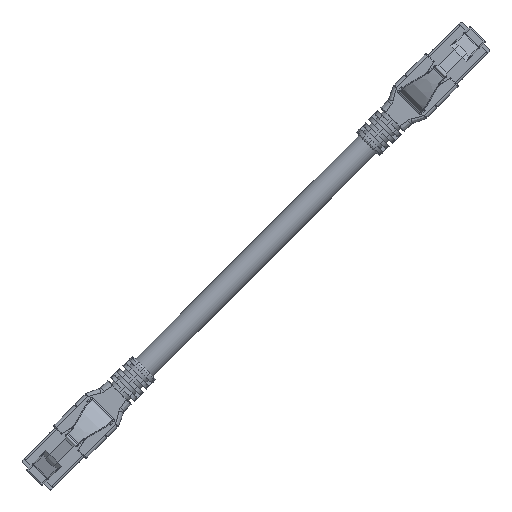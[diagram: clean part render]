
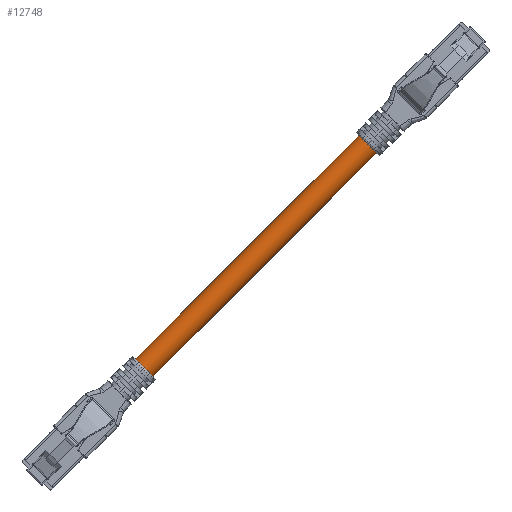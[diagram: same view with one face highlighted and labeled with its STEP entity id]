
A CAD part, front view. The second image highlights one B-rep face of the part: STEP entity #12748.
In plain terms, the highlighted cylindrical face has radius 3.5 mm (diameter 7 mm), a partial arc.
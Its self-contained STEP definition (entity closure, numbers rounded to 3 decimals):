
#1=DIRECTION('',(-0.707,0.,-0.707));
#2=VECTOR('',#1,90.);
#3=CARTESIAN_POINT('',(75.802,-13.1,80.752));
#4=LINE('',#3,#2);
#5=DIRECTION('',(0.707,0.,0.707));
#6=VECTOR('',#5,90.);
#7=CARTESIAN_POINT('',(17.112,-13.1,12.162));
#8=LINE('',#7,#6);
#73=CARTESIAN_POINT('',(14.637,-13.1,14.637));
#74=DIRECTION('',(0.707,0.,0.707));
#75=DIRECTION('',(-0.707,0.,0.707));
#76=AXIS2_PLACEMENT_3D('',#73,#74,#75);
#5326=CARTESIAN_POINT('',(78.277,-13.1,78.277));
#5327=DIRECTION('',(-0.707,0.,-0.707));
#5328=DIRECTION('',(0.707,0.,-0.707));
#5329=AXIS2_PLACEMENT_3D('',#5326,#5327,#5328);
#10515=CARTESIAN_POINT('',(80.752,-13.1,75.802));
#10516=CARTESIAN_POINT('',(75.802,-13.1,80.752));
#10517=VERTEX_POINT('',#10515);
#10518=VERTEX_POINT('',#10516);
#11624=CARTESIAN_POINT('',(12.162,-13.1,17.112));
#11625=CARTESIAN_POINT('',(17.112,-13.1,12.162));
#11626=VERTEX_POINT('',#11624);
#11627=VERTEX_POINT('',#11625);
#12733=CARTESIAN_POINT('',(19.445,-13.1,19.445));
#12734=DIRECTION('',(0.707,0.,0.707));
#12735=DIRECTION('',(-0.707,0.,0.707));
#12736=AXIS2_PLACEMENT_3D('',#12733,#12734,#12735);
#12737=CYLINDRICAL_SURFACE('',#12736,3.5);
#12739=ORIENTED_EDGE('',*,*,#12738,.F.);
#12741=ORIENTED_EDGE('',*,*,#12740,.F.);
#12743=ORIENTED_EDGE('',*,*,#12742,.F.);
#12745=ORIENTED_EDGE('',*,*,#12744,.F.);
#12746=EDGE_LOOP('',(#12739,#12741,#12743,#12745));
#12747=FACE_OUTER_BOUND('',#12746,.F.);
#12748=ADVANCED_FACE('',(#12747),#12737,.T.);
#77=CIRCLE('',#76,3.5);
#5330=CIRCLE('',#5329,3.5);
#12738=EDGE_CURVE('',#11627,#10517,#8,.T.);
#12740=EDGE_CURVE('',#11626,#11627,#77,.T.);
#12742=EDGE_CURVE('',#10518,#11626,#4,.T.);
#12744=EDGE_CURVE('',#10517,#10518,#5330,.T.);
